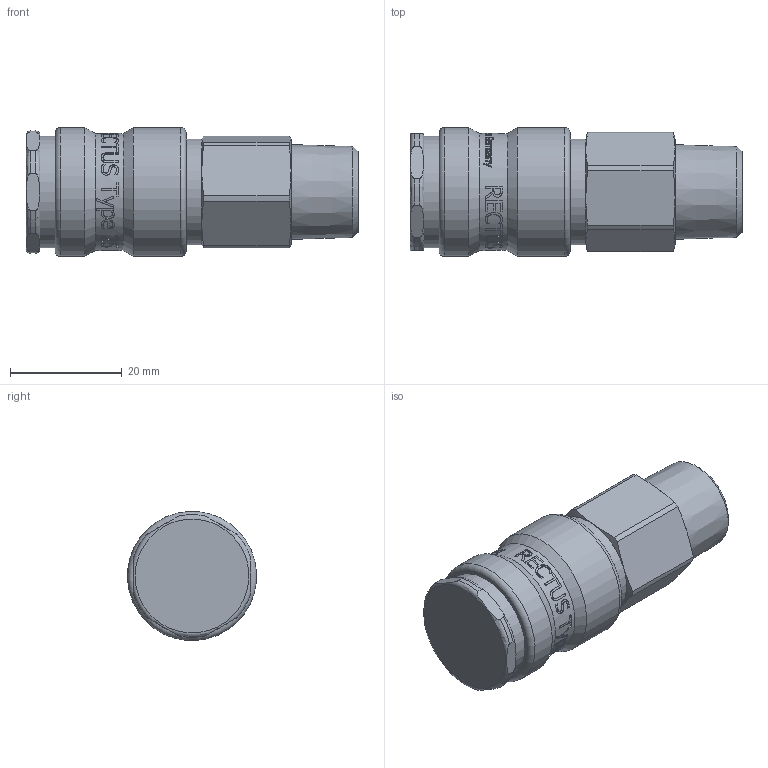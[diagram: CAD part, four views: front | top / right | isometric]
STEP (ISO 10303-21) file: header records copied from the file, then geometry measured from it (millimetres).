
FILE_DESCRIPTION((''),'2;1');
FILE_NAME('25kbak17bpx.stp','2014-04-01T07:21:29',('IA176480'),(''),'Autodesk Inventor 2013','Autodesk Inventor 2013','');
FILE_SCHEMA(('AUTOMOTIVE_DESIGN { 1 0 10303 214 1 1 1 1 }'));
Length unit declared in the file: millimetre
Products named in the file (1): D109866
Bounding box: 59.5 x 23.09 x 23.09 mm (x, y, z)
Volume: 18138.1 mm3; surface area: 8048.3 mm2
Topology: 2 solids, 3 shells, 563 faces, 1497 edges, 991 vertices
Faces by surface type: bspline 248, plane 216, cylinder 73, cone 20, torus 6
Full cylindrical faces by diameter (mm): 14.927 x2, 15 x1, 15.1 x1, 15.3 x1, 15.459 x1, 16 x1, 17.25 x1, 18.95 x1, 19.35 x1, 20 x1, 20.05 x1, 21 x1, 23.15 x2
Entity records: 81012 total; most frequent: CARTESIAN_POINT 68598, ORIENTED_EDGE 2910, DIRECTION 1535, EDGE_CURVE 1455, VERTEX_POINT 984, B_SPLINE_CURVE_WITH_KNOTS 701, EDGE_LOOP 653, VECTOR 569
